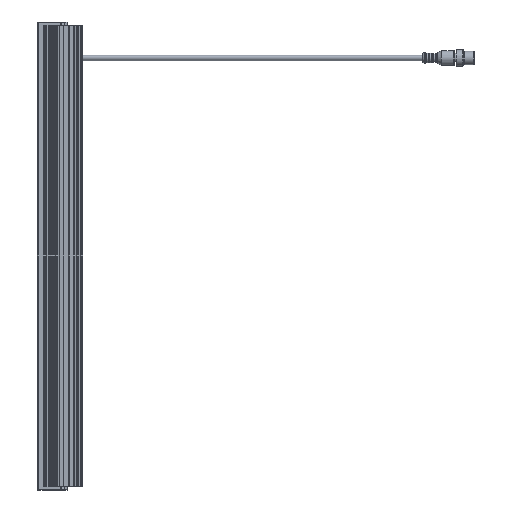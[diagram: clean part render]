
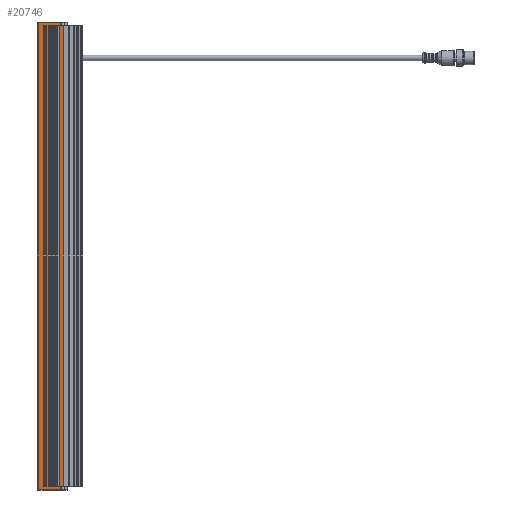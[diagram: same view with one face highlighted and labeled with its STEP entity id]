
A CAD part, left-side view. The second image highlights one B-rep face of the part: STEP entity #20746.
In plain terms, the highlighted planar face has unit normal (-1, 0, 0).
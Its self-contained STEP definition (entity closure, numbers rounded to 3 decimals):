
#622=LINE('',#37631,#2206);
#626=LINE('',#37648,#2210);
#630=LINE('',#37665,#2214);
#634=LINE('',#37682,#2218);
#771=LINE('',#38187,#2355);
#775=LINE('',#38193,#2359);
#920=LINE('',#38839,#2504);
#1003=LINE('',#39295,#2587);
#1007=LINE('',#39312,#2591);
#1011=LINE('',#39329,#2595);
#1015=LINE('',#39346,#2599);
#1176=LINE('',#39891,#2760);
#1189=LINE('',#39916,#2773);
#1230=LINE('',#40182,#2814);
#1859=LINE('',#41785,#3443);
#1860=LINE('',#41787,#3444);
#1861=LINE('',#41788,#3445);
#1862=LINE('',#41789,#3446);
#1863=LINE('',#41790,#3447);
#1864=LINE('',#41791,#3448);
#1865=LINE('',#41792,#3449);
#1866=LINE('',#41793,#3450);
#1867=LINE('',#41794,#3451);
#1868=LINE('',#41795,#3452);
#2206=VECTOR('',#24611,3.);
#2210=VECTOR('',#24625,3.);
#2214=VECTOR('',#24639,3.);
#2218=VECTOR('',#24653,3.);
#2355=VECTOR('',#25086,3.);
#2359=VECTOR('',#25092,19.5);
#2504=VECTOR('',#25693,2.2);
#2587=VECTOR('',#26088,3.);
#2591=VECTOR('',#26102,3.);
#2595=VECTOR('',#26116,3.);
#2599=VECTOR('',#26130,3.);
#2760=VECTOR('',#26639,19.5);
#2773=VECTOR('',#26662,3.);
#2814=VECTOR('',#26911,2.2);
#3443=VECTOR('',#28992,406.);
#3444=VECTOR('',#28995,412.);
#3445=VECTOR('',#28996,406.);
#3446=VECTOR('',#28997,406.);
#3447=VECTOR('',#28998,406.);
#3448=VECTOR('',#28999,406.);
#3449=VECTOR('',#29000,406.);
#3450=VECTOR('',#29001,406.);
#3451=VECTOR('',#29002,406.);
#3452=VECTOR('',#29003,406.);
#3901=PLANE('',#22981);
#4077=FACE_BOUND('',#6384,.T.);
#4078=FACE_BOUND('',#6385,.T.);
#4079=FACE_BOUND('',#6386,.T.);
#4080=FACE_BOUND('',#6387,.T.);
#5139=FACE_OUTER_BOUND('',#6383,.T.);
#6383=EDGE_LOOP('',(#18239,#18240,#18241,#18242,#18243,#18244,#18245,#18246));
#6384=EDGE_LOOP('',(#18247,#18248,#18249,#18250));
#6385=EDGE_LOOP('',(#18251,#18252,#18253,#18254));
#6386=EDGE_LOOP('',(#18255,#18256,#18257,#18258));
#6387=EDGE_LOOP('',(#18259,#18260,#18261,#18262));
#8190=VERTEX_POINT('',#37621);
#8194=VERTEX_POINT('',#37629);
#8196=VERTEX_POINT('',#37634);
#8202=VERTEX_POINT('',#37646);
#8204=VERTEX_POINT('',#37651);
#8210=VERTEX_POINT('',#37663);
#8212=VERTEX_POINT('',#37668);
#8218=VERTEX_POINT('',#37680);
#8436=VERTEX_POINT('',#38180);
#8437=VERTEX_POINT('',#38184);
#8439=VERTEX_POINT('',#38190);
#8712=VERTEX_POINT('',#38837);
#8927=VERTEX_POINT('',#39291);
#8929=VERTEX_POINT('',#39294);
#8935=VERTEX_POINT('',#39308);
#8937=VERTEX_POINT('',#39311);
#8943=VERTEX_POINT('',#39325);
#8945=VERTEX_POINT('',#39328);
#8951=VERTEX_POINT('',#39342);
#8953=VERTEX_POINT('',#39345);
#9162=VERTEX_POINT('',#39888);
#9163=VERTEX_POINT('',#39890);
#9170=VERTEX_POINT('',#39913);
#9291=VERTEX_POINT('',#40181);
#10395=EDGE_CURVE('',#8190,#8194,#622,.T.);
#10403=EDGE_CURVE('',#8196,#8202,#626,.T.);
#10411=EDGE_CURVE('',#8204,#8210,#630,.T.);
#10419=EDGE_CURVE('',#8212,#8218,#634,.T.);
#10667=EDGE_CURVE('',#8437,#8436,#771,.T.);
#10671=EDGE_CURVE('',#8436,#8439,#775,.T.);
#10994=EDGE_CURVE('',#8712,#8437,#920,.T.);
#11219=EDGE_CURVE('',#8927,#8929,#1003,.T.);
#11227=EDGE_CURVE('',#8935,#8937,#1007,.T.);
#11235=EDGE_CURVE('',#8943,#8945,#1011,.T.);
#11243=EDGE_CURVE('',#8951,#8953,#1015,.T.);
#11515=EDGE_CURVE('',#9162,#9163,#1176,.T.);
#11528=EDGE_CURVE('',#9163,#9170,#1189,.T.);
#11659=EDGE_CURVE('',#9170,#9291,#1230,.T.);
#12461=EDGE_CURVE('',#9291,#8712,#1859,.T.);
#12462=EDGE_CURVE('',#8439,#9162,#1860,.T.);
#12463=EDGE_CURVE('',#8953,#8194,#1861,.T.);
#12464=EDGE_CURVE('',#8190,#8951,#1862,.T.);
#12465=EDGE_CURVE('',#8945,#8202,#1863,.T.);
#12466=EDGE_CURVE('',#8196,#8943,#1864,.T.);
#12467=EDGE_CURVE('',#8937,#8210,#1865,.T.);
#12468=EDGE_CURVE('',#8204,#8935,#1866,.T.);
#12469=EDGE_CURVE('',#8929,#8218,#1867,.T.);
#12470=EDGE_CURVE('',#8212,#8927,#1868,.T.);
#18239=ORIENTED_EDGE('',*,*,#10994,.F.);
#18240=ORIENTED_EDGE('',*,*,#12461,.F.);
#18241=ORIENTED_EDGE('',*,*,#11659,.F.);
#18242=ORIENTED_EDGE('',*,*,#11528,.F.);
#18243=ORIENTED_EDGE('',*,*,#11515,.F.);
#18244=ORIENTED_EDGE('',*,*,#12462,.F.);
#18245=ORIENTED_EDGE('',*,*,#10671,.F.);
#18246=ORIENTED_EDGE('',*,*,#10667,.F.);
#18247=ORIENTED_EDGE('',*,*,#10395,.T.);
#18248=ORIENTED_EDGE('',*,*,#12463,.F.);
#18249=ORIENTED_EDGE('',*,*,#11243,.F.);
#18250=ORIENTED_EDGE('',*,*,#12464,.F.);
#18251=ORIENTED_EDGE('',*,*,#10403,.T.);
#18252=ORIENTED_EDGE('',*,*,#12465,.F.);
#18253=ORIENTED_EDGE('',*,*,#11235,.F.);
#18254=ORIENTED_EDGE('',*,*,#12466,.F.);
#18255=ORIENTED_EDGE('',*,*,#10411,.T.);
#18256=ORIENTED_EDGE('',*,*,#12467,.F.);
#18257=ORIENTED_EDGE('',*,*,#11227,.F.);
#18258=ORIENTED_EDGE('',*,*,#12468,.F.);
#18259=ORIENTED_EDGE('',*,*,#10419,.T.);
#18260=ORIENTED_EDGE('',*,*,#12469,.F.);
#18261=ORIENTED_EDGE('',*,*,#11219,.F.);
#18262=ORIENTED_EDGE('',*,*,#12470,.F.);
#20746=ADVANCED_FACE('',(#5139,#4077,#4078,#4079,#4080),#3901,.T.);
#22981=AXIS2_PLACEMENT_3D('',#41786,#28993,#28994);
#24611=DIRECTION('',(0.,1.,0.));
#24625=DIRECTION('',(0.,1.,0.));
#24639=DIRECTION('',(0.,1.,0.));
#24653=DIRECTION('',(0.,1.,0.));
#25086=DIRECTION('',(0.,0.,-1.));
#25092=DIRECTION('',(0.,1.,0.));
#25693=DIRECTION('',(0.,1.,0.));
#26088=DIRECTION('',(0.,1.,0.));
#26102=DIRECTION('',(0.,1.,0.));
#26116=DIRECTION('',(0.,1.,0.));
#26130=DIRECTION('',(0.,1.,0.));
#26639=DIRECTION('',(0.,-1.,0.));
#26662=DIRECTION('',(0.,0.,-1.));
#26911=DIRECTION('',(0.,-1.,0.));
#28992=DIRECTION('',(0.,0.,-1.));
#28993=DIRECTION('center_axis',(-1.,0.,0.));
#28994=DIRECTION('ref_axis',(0.,-1.,0.));
#28995=DIRECTION('',(0.,0.,1.));
#28996=DIRECTION('',(0.,0.,-1.));
#28997=DIRECTION('',(0.,0.,1.));
#28998=DIRECTION('',(0.,0.,-1.));
#28999=DIRECTION('',(0.,0.,1.));
#29000=DIRECTION('',(0.,0.,-1.));
#29001=DIRECTION('',(0.,0.,1.));
#29002=DIRECTION('',(0.,0.,-1.));
#29003=DIRECTION('',(0.,0.,1.));
#37621=CARTESIAN_POINT('',(-30.,0.,-203.));
#37629=CARTESIAN_POINT('',(-30.,3.,-203.));
#37631=CARTESIAN_POINT('',(-30.,20.,-203.));
#37634=CARTESIAN_POINT('',(-30.,3.5,-203.));
#37646=CARTESIAN_POINT('',(-30.,6.5,-203.));
#37648=CARTESIAN_POINT('',(-30.,20.,-203.));
#37651=CARTESIAN_POINT('',(-30.,7.5,-203.));
#37663=CARTESIAN_POINT('',(-30.,10.5,-203.));
#37665=CARTESIAN_POINT('',(-30.,20.,-203.));
#37668=CARTESIAN_POINT('',(-30.,11.5,-203.));
#37680=CARTESIAN_POINT('',(-30.,14.5,-203.));
#37682=CARTESIAN_POINT('',(-30.,20.,-203.));
#38180=CARTESIAN_POINT('',(-30.,-0.5,-206.));
#38184=CARTESIAN_POINT('',(-30.,-0.5,-203.));
#38187=CARTESIAN_POINT('',(-30.,-0.5,-204.75));
#38190=CARTESIAN_POINT('',(-30.,19.,-206.));
#38193=CARTESIAN_POINT('',(-30.,13.408,-206.));
#38837=CARTESIAN_POINT('',(-30.,-2.7,-203.));
#38839=CARTESIAN_POINT('',(-30.,-20.,-203.));
#39291=CARTESIAN_POINT('',(-30.,11.5,203.));
#39294=CARTESIAN_POINT('',(-30.,14.5,203.));
#39295=CARTESIAN_POINT('',(-30.,20.,203.));
#39308=CARTESIAN_POINT('',(-30.,7.5,203.));
#39311=CARTESIAN_POINT('',(-30.,10.5,203.));
#39312=CARTESIAN_POINT('',(-30.,20.,203.));
#39325=CARTESIAN_POINT('',(-30.,3.5,203.));
#39328=CARTESIAN_POINT('',(-30.,6.5,203.));
#39329=CARTESIAN_POINT('',(-30.,20.,203.));
#39342=CARTESIAN_POINT('',(-30.,0.,203.));
#39345=CARTESIAN_POINT('',(-30.,3.,203.));
#39346=CARTESIAN_POINT('',(-30.,20.,203.));
#39888=CARTESIAN_POINT('',(-30.,19.,206.));
#39890=CARTESIAN_POINT('',(-30.,-0.5,206.));
#39891=CARTESIAN_POINT('',(-30.,13.408,206.));
#39913=CARTESIAN_POINT('',(-30.,-0.5,203.));
#39916=CARTESIAN_POINT('',(-30.,-0.5,204.75));
#40181=CARTESIAN_POINT('',(-30.,-2.7,203.));
#40182=CARTESIAN_POINT('',(-30.,-20.,203.));
#41785=CARTESIAN_POINT('',(-30.,-2.7,101.5));
#41786=CARTESIAN_POINT('Origin',(-30.,20.,0.));
#41787=CARTESIAN_POINT('',(-30.,19.,0.));
#41788=CARTESIAN_POINT('',(-30.,3.,101.5));
#41789=CARTESIAN_POINT('',(-30.,0.,101.5));
#41790=CARTESIAN_POINT('',(-30.,6.5,101.5));
#41791=CARTESIAN_POINT('',(-30.,3.5,101.5));
#41792=CARTESIAN_POINT('',(-30.,10.5,101.5));
#41793=CARTESIAN_POINT('',(-30.,7.5,101.5));
#41794=CARTESIAN_POINT('',(-30.,14.5,101.5));
#41795=CARTESIAN_POINT('',(-30.,11.5,101.5));
